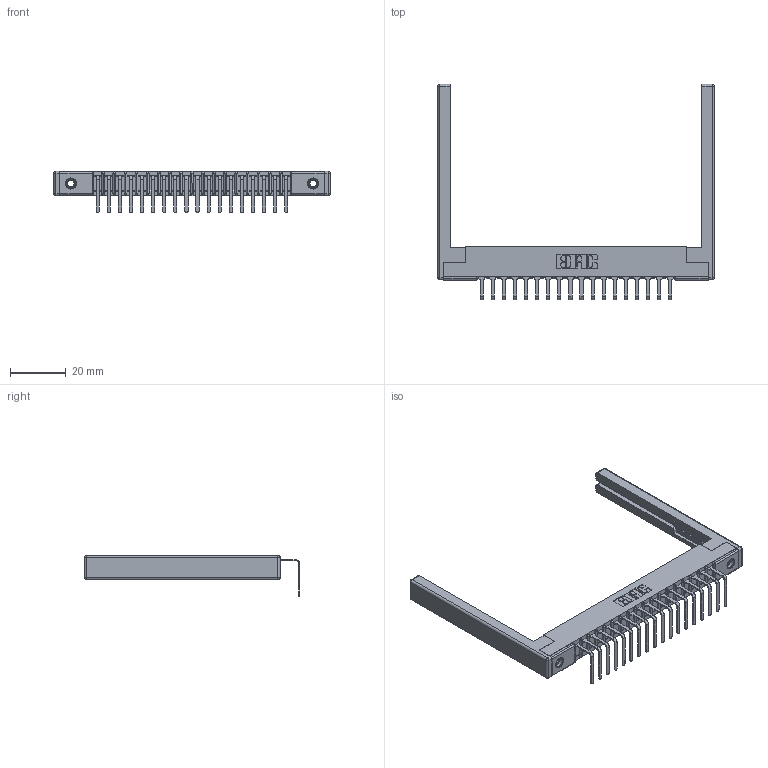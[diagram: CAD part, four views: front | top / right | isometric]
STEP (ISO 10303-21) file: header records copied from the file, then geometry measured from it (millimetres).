
FILE_DESCRIPTION (( 'STEP AP203' ), '1' );
FILE_NAME ('307-018-558-168.STEP', '2019-09-04T13:03:48', ( '' ), ( '' ), 'SwSTEP 2.0', 'SolidWorks 2016', '' );
FILE_SCHEMA (( 'CONFIG_CONTROL_DESIGN' ));
Length unit declared in the file: inch
Products named in the file (5): 307-018-558-168; 345-250-001_345-250-001-102; 307-220-068; 307-290-001_558 - 2 (Single); 307 Part_.156 Dia Mounting Holes
Assembly tree (23 placements, depth 2):
  307-018-558-168
    307 Part_.156 Dia Mounting Holes
    307-290-001_558 - 2 (Single)  x18
    307-220-068  x2
    345-250-001_345-250-001-102  x2
Bounding box: 98.76 x 76.92 x 14.81 mm (x, y, z)
Volume: 10898.1 mm3; surface area: 14279.3 mm2
Topology: 23 solids, 23 shells, 1371 faces, 3845 edges, 2466 vertices
Faces by surface type: plane 860, cylinder 449, sphere 46, cone 12, torus 4
Entity records: 21253 total; most frequent: CARTESIAN_POINT 3537, ORIENTED_EDGE 3512, DIRECTION 3472, EDGE_CURVE 1756, VECTOR 1334, LINE 1334, VERTEX_POINT 1134, AXIS2_PLACEMENT_3D 1069
